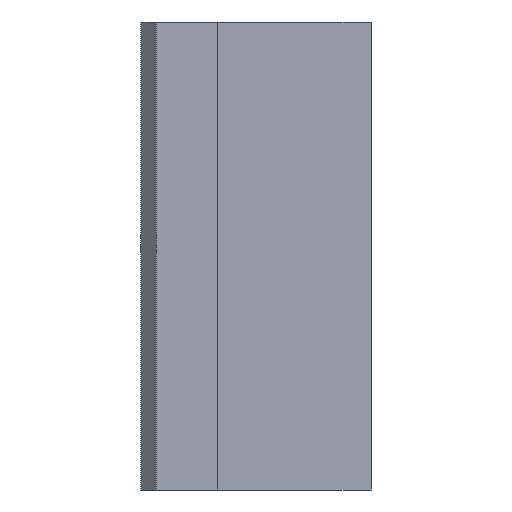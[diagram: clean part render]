
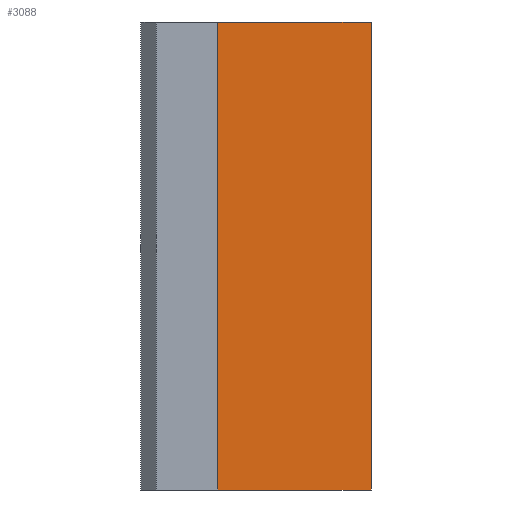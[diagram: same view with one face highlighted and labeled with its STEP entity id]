
A CAD part, left-side view. The second image highlights one B-rep face of the part: STEP entity #3088.
In plain terms, the highlighted planar face has unit normal (-1, 0, 0).
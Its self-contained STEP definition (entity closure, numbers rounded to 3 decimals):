
#65 = CARTESIAN_POINT ( 'NONE',  ( -3.175, 0., -1.525 ) ) ;
#337 = LINE ( 'NONE', #1289, #950 ) ;
#646 = CARTESIAN_POINT ( 'NONE',  ( -3.175, 1., -1.525 ) ) ;
#834 = EDGE_LOOP ( 'NONE', ( #1266, #1709, #3371, #1291 ) ) ;
#944 = LINE ( 'NONE', #646, #3911 ) ;
#950 = VECTOR ( 'NONE', #1684, 1000. ) ;
#954 = CARTESIAN_POINT ( 'NONE',  ( -3.175, 1., -1.525 ) ) ;
#1039 = LINE ( 'NONE', #2202, #3305 ) ;
#1100 = VERTEX_POINT ( 'NONE', #1166 ) ;
#1166 = CARTESIAN_POINT ( 'NONE',  ( -3.175, 0., 1.525 ) ) ;
#1266 = ORIENTED_EDGE ( 'NONE', *, *, #3978, .T. ) ;
#1269 = DIRECTION ( 'NONE',  ( 1., 0., 0. ) ) ;
#1289 = CARTESIAN_POINT ( 'NONE',  ( -3.175, 1., -1.525 ) ) ;
#1291 = ORIENTED_EDGE ( 'NONE', *, *, #2906, .T. ) ;
#1501 = DIRECTION ( 'NONE',  ( 0., 0., 1. ) ) ;
#1552 = AXIS2_PLACEMENT_3D ( 'NONE', #4473, #1269, #2342 ) ;
#1684 = DIRECTION ( 'NONE',  ( 0., 0., 1. ) ) ;
#1709 = ORIENTED_EDGE ( 'NONE', *, *, #3724, .F. ) ;
#1712 = VECTOR ( 'NONE', #1501, 1000. ) ;
#1763 = DIRECTION ( 'NONE',  ( 0., -1., 0. ) ) ;
#2110 = DIRECTION ( 'NONE',  ( 0., -1., 0. ) ) ;
#2202 = CARTESIAN_POINT ( 'NONE',  ( -3.175, 1., 1.525 ) ) ;
#2318 = PLANE ( 'NONE',  #1552 ) ;
#2342 = DIRECTION ( 'NONE',  ( 0., 0., -1. ) ) ;
#2614 = EDGE_CURVE ( 'NONE', #3832, #3805, #337, .T. ) ;
#2696 = FACE_OUTER_BOUND ( 'NONE', #834, .T. ) ;
#2906 = EDGE_CURVE ( 'NONE', #3832, #4134, #944, .T. ) ;
#3088 = ADVANCED_FACE ( 'NONE', ( #2696 ), #2318, .F. ) ;
#3305 = VECTOR ( 'NONE', #1763, 1000. ) ;
#3371 = ORIENTED_EDGE ( 'NONE', *, *, #2614, .F. ) ;
#3652 = LINE ( 'NONE', #65, #1712 ) ;
#3724 = EDGE_CURVE ( 'NONE', #3805, #1100, #1039, .T. ) ;
#3805 = VERTEX_POINT ( 'NONE', #4538 ) ;
#3832 = VERTEX_POINT ( 'NONE', #954 ) ;
#3911 = VECTOR ( 'NONE', #2110, 1000. ) ;
#3978 = EDGE_CURVE ( 'NONE', #4134, #1100, #3652, .T. ) ;
#4134 = VERTEX_POINT ( 'NONE', #4439 ) ;
#4439 = CARTESIAN_POINT ( 'NONE',  ( -3.175, 0., -1.525 ) ) ;
#4473 = CARTESIAN_POINT ( 'NONE',  ( -3.175, 1., -1.525 ) ) ;
#4538 = CARTESIAN_POINT ( 'NONE',  ( -3.175, 1., 1.525 ) ) ;
